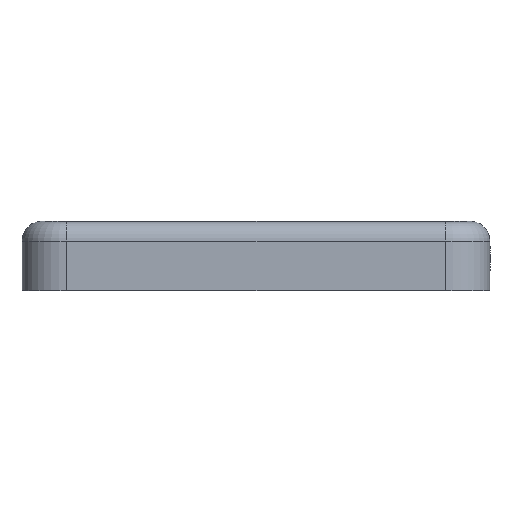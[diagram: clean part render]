
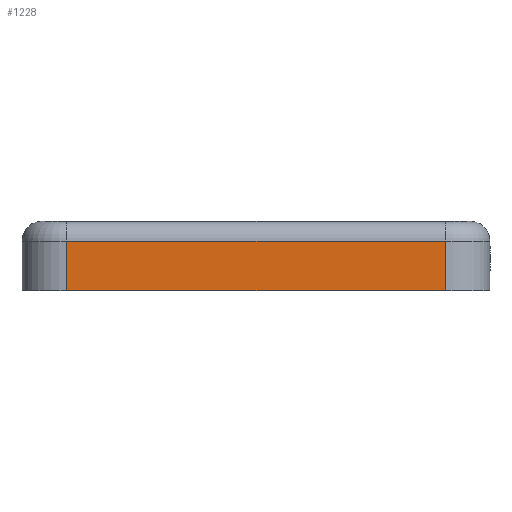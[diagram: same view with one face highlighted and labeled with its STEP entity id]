
A CAD part, left-side view. The second image highlights one B-rep face of the part: STEP entity #1228.
In plain terms, the highlighted face is planar.
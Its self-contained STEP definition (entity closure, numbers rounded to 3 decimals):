
#33=PLANE('',#1389);
#46=LINE('',#1848,#134);
#70=LINE('',#1955,#158);
#85=LINE('',#2009,#173);
#116=LINE('',#2135,#204);
#134=VECTOR('',#1444,1000.);
#158=VECTOR('',#1544,1000.);
#173=VECTOR('',#1597,1000.);
#204=VECTOR('',#1742,1000.);
#463=ORIENTED_EDGE('',*,*,#761,.T.);
#464=ORIENTED_EDGE('',*,*,#619,.F.);
#465=ORIENTED_EDGE('',*,*,#694,.F.);
#466=ORIENTED_EDGE('',*,*,#668,.T.);
#619=EDGE_CURVE('',#790,#794,#46,.T.);
#668=EDGE_CURVE('',#840,#839,#70,.T.);
#694=EDGE_CURVE('',#840,#790,#85,.T.);
#761=EDGE_CURVE('',#839,#794,#116,.T.);
#790=VERTEX_POINT('',#1837);
#794=VERTEX_POINT('',#1846);
#839=VERTEX_POINT('',#1954);
#840=VERTEX_POINT('',#1956);
#1048=EDGE_LOOP('',(#463,#464,#465,#466));
#1140=FACE_BOUND('',#1048,.T.);
#1228=ADVANCED_FACE('',(#1140),#33,.T.);
#1389=AXIS2_PLACEMENT_3D('',#2134,#1740,#1741);
#1444=DIRECTION('',(0.,-1.,0.));
#1544=DIRECTION('',(0.,-1.,0.));
#1597=DIRECTION('',(-1.,0.,0.));
#1740=DIRECTION('',(0.,0.,-1.));
#1741=DIRECTION('',(0.,-1.,0.));
#1742=DIRECTION('',(-1.,0.,0.));
#1837=CARTESIAN_POINT('',(-7.65,-0.8,-20.25));
#1846=CARTESIAN_POINT('',(-7.65,-2.8,-20.25));
#1848=CARTESIAN_POINT('',(-7.65,0.,-20.25));
#1954=CARTESIAN_POINT('',(7.65,-2.8,-20.25));
#1955=CARTESIAN_POINT('',(7.65,0.,-20.25));
#1956=CARTESIAN_POINT('',(7.65,-0.8,-20.25));
#2009=CARTESIAN_POINT('',(7.65,-0.8,-20.25));
#2134=CARTESIAN_POINT('',(7.65,0.,-20.25));
#2135=CARTESIAN_POINT('',(7.65,-2.8,-20.25));
